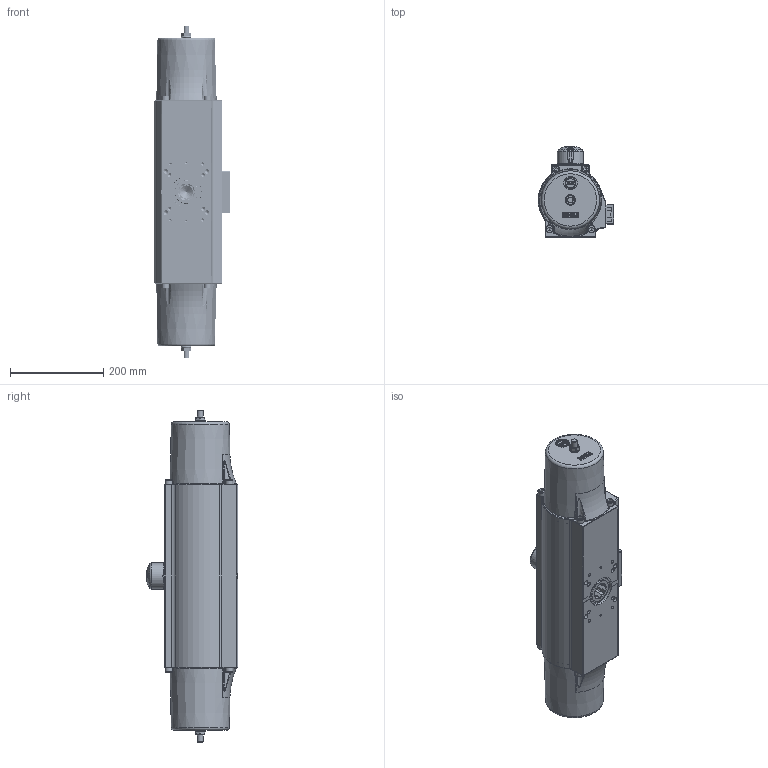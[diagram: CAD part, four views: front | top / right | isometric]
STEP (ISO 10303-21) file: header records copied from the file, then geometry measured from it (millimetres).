
FILE_DESCRIPTION(/* description */ (''),/* implementation_level */ '2;1');
FILE_NAME(/* name */ 'EB12_1 - SYS F10_F12.stp.stp',/* time_stamp */ '2017-11-22T07:56:30+01:00',/* author */ ('Brumpreuksch'),/* organization */ (''),/* preprocessor_version */ 'ST-DEVELOPER v16.5',/* originating_system */ 'Autodesk Inventor 2017',/* authorisation */ '');
FILE_SCHEMA (('AUTOMOTIVE_DESIGN { 1 0 10303 214 3 1 1 }'));
Products named in the file (1): EB12_1 - SYS F10_F12.stp
Bounding box: 161.93 x 195.5 x 711 mm (x, y, z)
Volume: 5756498.5 mm3; surface area: 1532062.7 mm2
Topology: 3 solids, 50 shells, 4531 faces, 11166 edges, 6645 vertices
Faces by surface type: plane 1247, cylinder 1168, bspline 1066, torus 521, cone 288, sphere 241
Full cylindrical faces by diameter (mm): 2 x10, 2.5 x2, 3 x4, 4.134 x8, 4.2 x1, 4.917 x3, 5 x3, 5.5 x1, 6 x3, 6.6 x2, 6.647 x4, 7 x3, 8.376 x12, 10 x10, 10.106 x4, 11 x10, 11.45 x2, 12 x14, 12.05 x2, 16 x27, 16.5 x1, 17 x2, 18 x2, 20 x2, 20.5 x4, 21 x1, 22.4 x2, 28 x1, 28.6 x1, 29 x2
Entity records: 174660 total; most frequent: CARTESIAN_POINT 70387, ORIENTED_EDGE 20836, DIRECTION 20214, EDGE_CURVE 10394, AXIS2_PLACEMENT_3D 8274, VERTEX_POINT 6451, EDGE_LOOP 5217, FACE_OUTER_BOUND 4531
